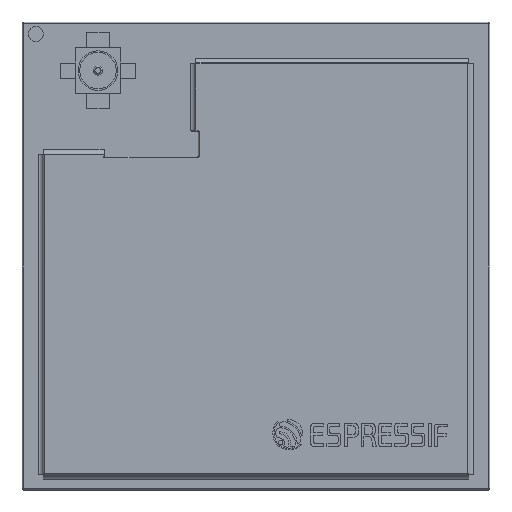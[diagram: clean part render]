
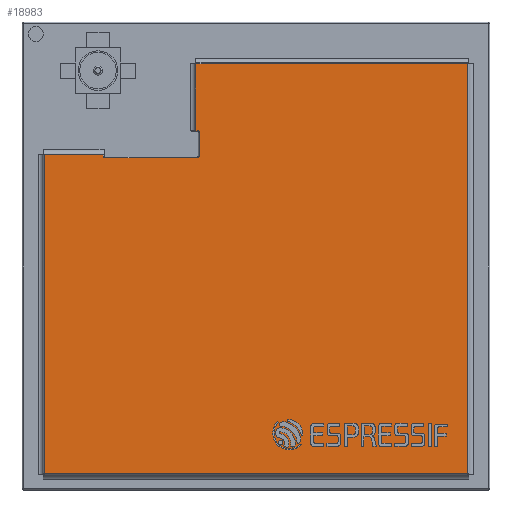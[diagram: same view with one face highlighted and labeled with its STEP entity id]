
A CAD part, top view. The second image highlights one B-rep face of the part: STEP entity #18983.
In plain terms, the highlighted planar face has unit normal (0, 0, 1).
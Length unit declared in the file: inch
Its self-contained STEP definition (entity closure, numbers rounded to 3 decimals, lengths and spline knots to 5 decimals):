
#641=PLANE('',#20777);
#1863=LINE('',#28873,#3840);
#1867=LINE('',#28909,#3844);
#1871=LINE('',#28952,#3848);
#1875=LINE('',#28981,#3852);
#1879=LINE('',#28997,#3856);
#1882=LINE('',#29003,#3859);
#1883=LINE('',#29006,#3860);
#1885=LINE('',#29009,#3862);
#1889=LINE('',#29018,#3866);
#1893=LINE('',#29027,#3870);
#3840=VECTOR('',#23696,0.3937);
#3844=VECTOR('',#23722,0.3937);
#3848=VECTOR('',#23748,0.3937);
#3852=VECTOR('',#23764,0.3937);
#3856=VECTOR('',#23782,0.3937);
#3859=VECTOR('',#23787,0.3937);
#3860=VECTOR('',#23792,0.3937);
#3862=VECTOR('',#23796,0.3937);
#3866=VECTOR('',#23806,0.3937);
#3870=VECTOR('',#23816,0.3937);
#6034=FACE_OUTER_BOUND('',#7224,.T.);
#7224=EDGE_LOOP('',(#14307,#14308,#14309,#14310,#14311,#14312,#14313,#14314,
#14315,#14316,#14317,#14318,#14319));
#7956=CIRCLE('',#20706,0.00197);
#7964=CIRCLE('',#20718,0.00197);
#7971=CIRCLE('',#20729,0.00197);
#8753=VERTEX_POINT('',#28830);
#8761=VERTEX_POINT('',#28854);
#8762=VERTEX_POINT('',#28856);
#8764=VERTEX_POINT('',#28861);
#8770=VERTEX_POINT('',#28879);
#8771=VERTEX_POINT('',#28881);
#8773=VERTEX_POINT('',#28886);
#8779=VERTEX_POINT('',#28915);
#8780=VERTEX_POINT('',#28917);
#8782=VERTEX_POINT('',#28922);
#8788=VERTEX_POINT('',#28956);
#8793=VERTEX_POINT('',#28985);
#8798=VERTEX_POINT('',#29002);
#10731=EDGE_CURVE('',#8761,#8762,#7956,.T.);
#10739=EDGE_CURVE('',#8753,#8764,#1863,.T.);
#10743=EDGE_CURVE('',#8770,#8771,#7964,.T.);
#10751=EDGE_CURVE('',#8764,#8773,#1867,.T.);
#10755=EDGE_CURVE('',#8779,#8780,#7971,.T.);
#10764=EDGE_CURVE('',#8773,#8782,#1871,.T.);
#10772=EDGE_CURVE('',#8782,#8788,#1875,.T.);
#10780=EDGE_CURVE('',#8788,#8793,#1879,.T.);
#10783=EDGE_CURVE('',#8793,#8798,#1882,.T.);
#10785=EDGE_CURVE('',#8798,#8779,#1883,.T.);
#10787=EDGE_CURVE('',#8780,#8770,#1885,.T.);
#10792=EDGE_CURVE('',#8771,#8761,#1889,.T.);
#10797=EDGE_CURVE('',#8762,#8753,#1893,.T.);
#14307=ORIENTED_EDGE('',*,*,#10755,.F.);
#14308=ORIENTED_EDGE('',*,*,#10785,.F.);
#14309=ORIENTED_EDGE('',*,*,#10783,.F.);
#14310=ORIENTED_EDGE('',*,*,#10780,.F.);
#14311=ORIENTED_EDGE('',*,*,#10772,.F.);
#14312=ORIENTED_EDGE('',*,*,#10764,.F.);
#14313=ORIENTED_EDGE('',*,*,#10751,.F.);
#14314=ORIENTED_EDGE('',*,*,#10739,.F.);
#14315=ORIENTED_EDGE('',*,*,#10797,.F.);
#14316=ORIENTED_EDGE('',*,*,#10731,.F.);
#14317=ORIENTED_EDGE('',*,*,#10792,.F.);
#14318=ORIENTED_EDGE('',*,*,#10743,.F.);
#14319=ORIENTED_EDGE('',*,*,#10787,.F.);
#18983=ADVANCED_FACE('',(#6034),#641,.T.);
#20706=AXIS2_PLACEMENT_3D('',#28857,#23676,#23677);
#20718=AXIS2_PLACEMENT_3D('',#28882,#23704,#23705);
#20729=AXIS2_PLACEMENT_3D('',#28918,#23730,#23731);
#20777=AXIS2_PLACEMENT_3D('',#29147,#23866,#23867);
#23676=DIRECTION('center_axis',(0.,0.,1.));
#23677=DIRECTION('ref_axis',(0.707,0.707,0.));
#23696=DIRECTION('',(0.,1.,0.));
#23704=DIRECTION('center_axis',(0.,0.,1.));
#23705=DIRECTION('ref_axis',(0.707,-0.707,0.));
#23722=DIRECTION('',(1.,0.,0.));
#23730=DIRECTION('center_axis',(0.,0.,1.));
#23731=DIRECTION('ref_axis',(-0.707,-0.707,0.));
#23748=DIRECTION('',(0.,-1.,0.));
#23764=DIRECTION('',(-1.,0.,0.));
#23782=DIRECTION('',(0.,1.,0.));
#23787=DIRECTION('',(1.,0.,0.));
#23792=DIRECTION('',(0.,-1.,0.));
#23796=DIRECTION('',(1.,0.,0.));
#23806=DIRECTION('',(0.,1.,0.));
#23816=DIRECTION('',(-1.,0.,0.));
#23866=DIRECTION('center_axis',(0.,0.,1.));
#23867=DIRECTION('ref_axis',(1.,0.,0.));
#28830=CARTESIAN_POINT('',(-0.07776,0.1624,0.10039));
#28854=CARTESIAN_POINT('',(-0.07382,0.16043,0.10039));
#28856=CARTESIAN_POINT('',(-0.07579,0.1624,0.10039));
#28857=CARTESIAN_POINT('Origin',(-0.07579,0.16043,
0.10039));
#28861=CARTESIAN_POINT('',(-0.07776,0.24902,0.10039));
#28873=CARTESIAN_POINT('',(-0.07776,0.11663,0.10039));
#28879=CARTESIAN_POINT('',(-0.07579,0.12697,0.10039));
#28881=CARTESIAN_POINT('',(-0.07382,0.12894,0.10039));
#28882=CARTESIAN_POINT('Origin',(-0.07579,0.12894,
0.10039));
#28886=CARTESIAN_POINT('',(0.27461,0.24902,0.10039));
#28909=CARTESIAN_POINT('',(0.1378,0.24902,0.10039));
#28915=CARTESIAN_POINT('',(-0.19783,0.12894,0.10039));
#28917=CARTESIAN_POINT('',(-0.19587,0.12697,0.10039));
#28918=CARTESIAN_POINT('Origin',(-0.19587,0.12894,0.10039));
#28922=CARTESIAN_POINT('',(0.27461,-0.28248,0.10039));
#28952=CARTESIAN_POINT('',(0.27461,-0.1501,0.10039));
#28956=CARTESIAN_POINT('',(-0.27461,-0.28248,0.10039));
#28981=CARTESIAN_POINT('',(-0.1378,-0.28248,0.10039));
#28985=CARTESIAN_POINT('',(-0.27461,0.13091,0.10039));
#28997=CARTESIAN_POINT('',(-0.27461,0.05758,0.10039));
#29002=CARTESIAN_POINT('',(-0.19783,0.13091,0.10039));
#29003=CARTESIAN_POINT('',(-0.03937,0.13091,0.10039));
#29006=CARTESIAN_POINT('',(-0.19783,0.05561,0.10039));
#29009=CARTESIAN_POINT('',(-0.0374,0.12697,0.10039));
#29018=CARTESIAN_POINT('',(-0.07382,0.07234,0.10039));
#29027=CARTESIAN_POINT('',(-0.03937,0.1624,0.10039));
#29147=CARTESIAN_POINT('Origin',(0.,-0.01673,
0.10039));
